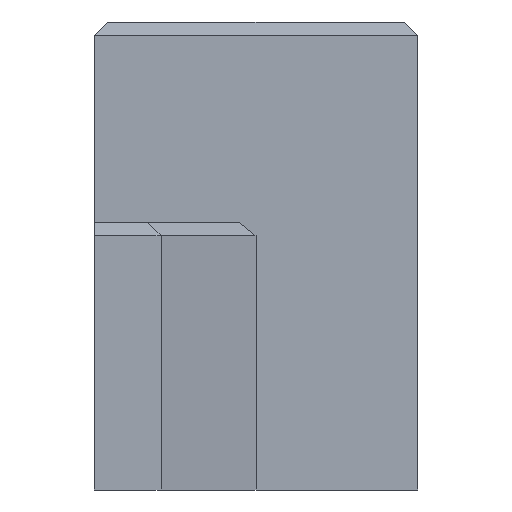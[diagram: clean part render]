
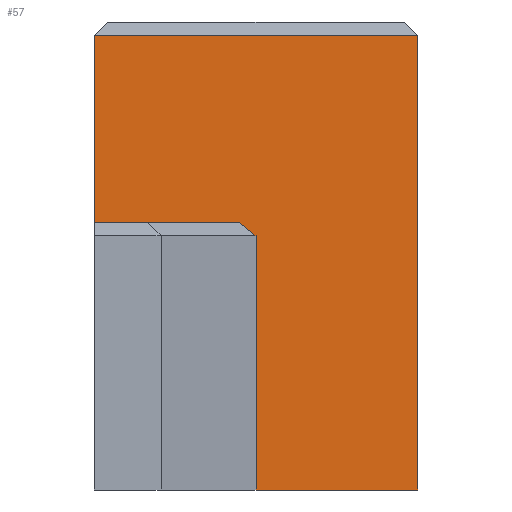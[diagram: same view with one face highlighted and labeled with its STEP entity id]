
A CAD part, left-side view. The second image highlights one B-rep face of the part: STEP entity #57.
In plain terms, the highlighted planar face has unit normal (-1, 0, 0).
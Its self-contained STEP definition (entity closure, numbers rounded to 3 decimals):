
#21 = EDGE_CURVE('',#22,#24,#26,.T.);
#22 = VERTEX_POINT('',#23);
#23 = CARTESIAN_POINT('',(-12.1,0.,0.));
#24 = VERTEX_POINT('',#25);
#25 = CARTESIAN_POINT('',(-12.1,0.,19.));
#26 = LINE('',#27,#28);
#27 = CARTESIAN_POINT('',(-12.1,0.,0.));
#28 = VECTOR('',#29,1.);
#29 = DIRECTION('',(0.,0.,1.));
#57 = ADVANCED_FACE('',(#58),#107,.F.);
#58 = FACE_BOUND('',#59,.F.);
#59 = EDGE_LOOP('',(#60,#61,#69,#77,#85,#93,#101));
#60 = ORIENTED_EDGE('',*,*,#21,.T.);
#61 = ORIENTED_EDGE('',*,*,#62,.T.);
#62 = EDGE_CURVE('',#24,#63,#65,.T.);
#63 = VERTEX_POINT('',#64);
#64 = CARTESIAN_POINT('',(-12.1,1.211,20.));
#65 = LINE('',#66,#67);
#66 = CARTESIAN_POINT('',(-12.1,-0.822,18.321));
#67 = VECTOR('',#68,1.);
#68 = DIRECTION('',(0.,0.771,0.637));
#69 = ORIENTED_EDGE('',*,*,#70,.T.);
#70 = EDGE_CURVE('',#63,#71,#73,.T.);
#71 = VERTEX_POINT('',#72);
#72 = CARTESIAN_POINT('',(-12.1,12.1,20.));
#73 = LINE('',#74,#75);
#74 = CARTESIAN_POINT('',(-12.1,8.348,20.));
#75 = VECTOR('',#76,1.);
#76 = DIRECTION('',(0.,1.,0.));
#77 = ORIENTED_EDGE('',*,*,#78,.T.);
#78 = EDGE_CURVE('',#71,#79,#81,.T.);
#79 = VERTEX_POINT('',#80);
#80 = CARTESIAN_POINT('',(-12.1,12.1,34.));
#81 = LINE('',#82,#83);
#82 = CARTESIAN_POINT('',(-12.1,12.1,0.));
#83 = VECTOR('',#84,1.);
#84 = DIRECTION('',(0.,0.,1.));
#85 = ORIENTED_EDGE('',*,*,#86,.T.);
#86 = EDGE_CURVE('',#79,#87,#89,.T.);
#87 = VERTEX_POINT('',#88);
#88 = CARTESIAN_POINT('',(-12.1,-12.1,34.));
#89 = LINE('',#90,#91);
#90 = CARTESIAN_POINT('',(-12.1,12.1,34.));
#91 = VECTOR('',#92,1.);
#92 = DIRECTION('',(0.,-1.,0.));
#93 = ORIENTED_EDGE('',*,*,#94,.F.);
#94 = EDGE_CURVE('',#95,#87,#97,.T.);
#95 = VERTEX_POINT('',#96);
#96 = CARTESIAN_POINT('',(-12.1,-12.1,0.));
#97 = LINE('',#98,#99);
#98 = CARTESIAN_POINT('',(-12.1,-12.1,0.));
#99 = VECTOR('',#100,1.);
#100 = DIRECTION('',(0.,0.,1.));
#101 = ORIENTED_EDGE('',*,*,#102,.F.);
#102 = EDGE_CURVE('',#22,#95,#103,.T.);
#103 = LINE('',#104,#105);
#104 = CARTESIAN_POINT('',(-12.1,0.,0.));
#105 = VECTOR('',#106,1.);
#106 = DIRECTION('',(0.,-1.,0.));
#107 = PLANE('',#108);
#108 = AXIS2_PLACEMENT_3D('',#109,#110,#111);
#109 = CARTESIAN_POINT('',(-12.1,12.1,0.));
#110 = DIRECTION('',(1.,0.,0.));
#111 = DIRECTION('',(0.,-1.,0.));
